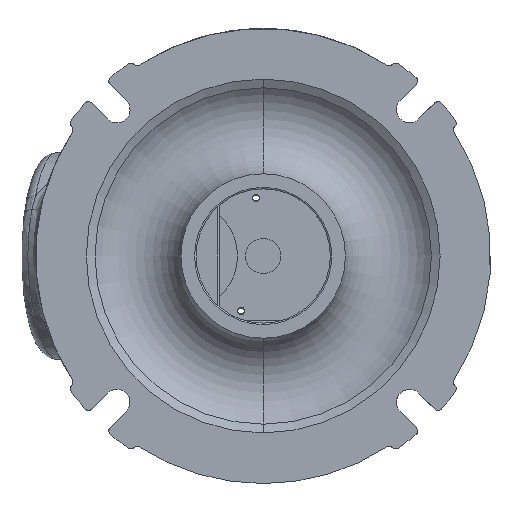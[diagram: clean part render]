
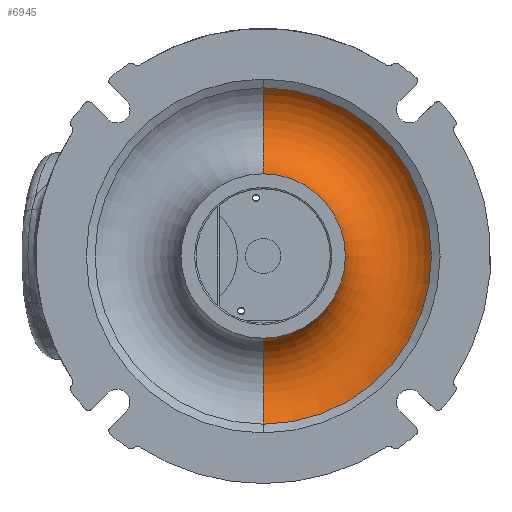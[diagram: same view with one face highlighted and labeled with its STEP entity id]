
A CAD part, front view. The second image highlights one B-rep face of the part: STEP entity #6945.
In plain terms, the highlighted toroidal (fillet/blend) face has major radius 89.5 mm and minor radius 35 mm.
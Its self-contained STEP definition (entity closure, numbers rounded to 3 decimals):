
#2678 = ORIENTED_EDGE ( 'NONE', *, *, #16612, .T. ) ;
#2818 = ORIENTED_EDGE ( 'NONE', *, *, #15979, .F. ) ;
#2841 = ORIENTED_EDGE ( 'NONE', *, *, #16260, .T. ) ;
#2900 = ORIENTED_EDGE ( 'NONE', *, *, #16600, .F. ) ;
#4469 = AXIS2_PLACEMENT_3D ( 'NONE', #33967, #33906, #33780 ) ;
#6945 = ADVANCED_FACE ( 'NONE', ( #17611 ), #17961, .F. ) ;
#13738 = CARTESIAN_POINT ( 'NONE',  ( 0., 20.924, -114.569 ) ) ;
#13971 = CARTESIAN_POINT ( 'NONE',  ( 0., 6.637, 56. ) ) ;
#13972 = CARTESIAN_POINT ( 'NONE',  ( 0., 6.637, -56. ) ) ;
#14415 = CARTESIAN_POINT ( 'NONE',  ( 0., 20.924, 114.569 ) ) ;
#14949 = AXIS2_PLACEMENT_3D ( 'NONE', #19933, #19896, #19897 ) ;
#15049 = AXIS2_PLACEMENT_3D ( 'NONE', #25597, #25621, #25623 ) ;
#15058 = AXIS2_PLACEMENT_3D ( 'NONE', #25567, #25535, #25534 ) ;
#15324 = AXIS2_PLACEMENT_3D ( 'NONE', #20493, #20495, #20491 ) ;
#15979 = EDGE_CURVE ( 'NONE', #37655, #37387, #26279, .T. ) ;
#16260 = EDGE_CURVE ( 'NONE', #37852, #37387, #25727, .T. ) ;
#16600 = EDGE_CURVE ( 'NONE', #37653, #37655, #25422, .T. ) ;
#16612 = EDGE_CURVE ( 'NONE', #37653, #37852, #25320, .T. ) ;
#17611 = FACE_OUTER_BOUND ( 'NONE', #26624, .T. ) ;
#17961 = TOROIDAL_SURFACE ( 'NONE', #4469, 89.5, 35. ) ;
#19896 = DIRECTION ( 'NONE',  ( 0., -1., 0. ) ) ;
#19897 = DIRECTION ( 'NONE',  ( 0., 0., -1. ) ) ;
#19933 = CARTESIAN_POINT ( 'NONE',  ( 0., 20.924, 0. ) ) ;
#20491 = DIRECTION ( 'NONE',  ( 0., 0., -1. ) ) ;
#20493 = CARTESIAN_POINT ( 'NONE',  ( 0., -3.5, 89.5 ) ) ;
#20495 = DIRECTION ( 'NONE',  ( 1., 0., 0. ) ) ;
#25320 = CIRCLE ( 'NONE', #15058, 35. ) ;
#25422 = CIRCLE ( 'NONE', #15049, 56. ) ;
#25534 = DIRECTION ( 'NONE',  ( 0., 0., 1. ) ) ;
#25535 = DIRECTION ( 'NONE',  ( -1., 0., 0. ) ) ;
#25567 = CARTESIAN_POINT ( 'NONE',  ( 0., -3.5, -89.5 ) ) ;
#25597 = CARTESIAN_POINT ( 'NONE',  ( 0., 6.637, 0. ) ) ;
#25621 = DIRECTION ( 'NONE',  ( 0., -1., 0. ) ) ;
#25623 = DIRECTION ( 'NONE',  ( 0., 0., -1. ) ) ;
#25727 = CIRCLE ( 'NONE', #14949, 114.569 ) ;
#26279 = CIRCLE ( 'NONE', #15324, 35. ) ;
#26624 = EDGE_LOOP ( 'NONE', ( #2818, #2900, #2678, #2841 ) ) ;
#33780 = DIRECTION ( 'NONE',  ( 0., 0., -1. ) ) ;
#33906 = DIRECTION ( 'NONE',  ( 0., -1., 0. ) ) ;
#33967 = CARTESIAN_POINT ( 'NONE',  ( 0., -3.5, 0. ) ) ;
#37387 = VERTEX_POINT ( 'NONE', #14415 ) ;
#37653 = VERTEX_POINT ( 'NONE', #13972 ) ;
#37655 = VERTEX_POINT ( 'NONE', #13971 ) ;
#37852 = VERTEX_POINT ( 'NONE', #13738 ) ;
